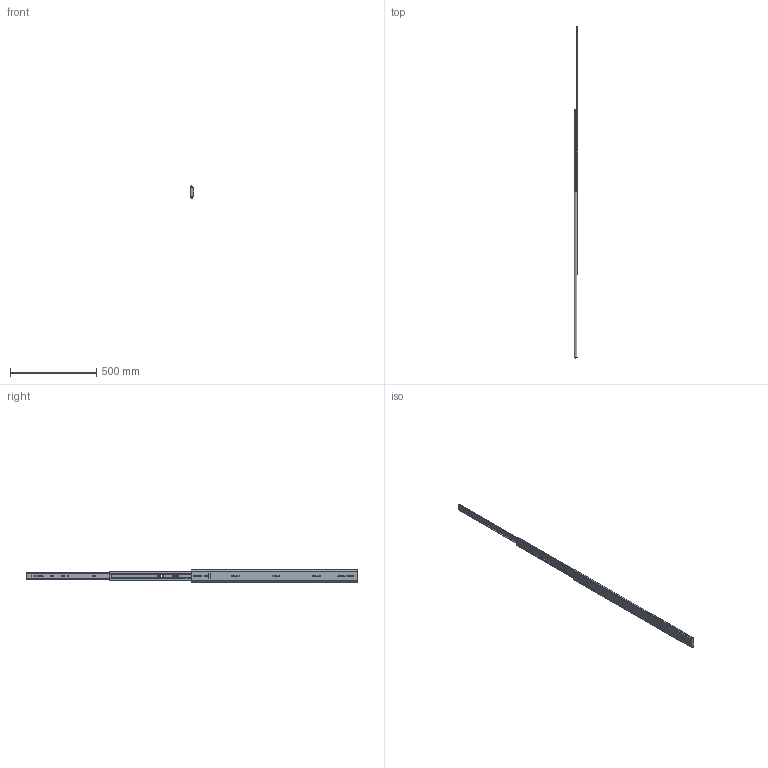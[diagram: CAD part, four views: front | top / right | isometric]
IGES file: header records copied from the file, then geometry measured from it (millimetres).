
Start section: ------------------------------------------------------------------------
Global section: file name: PC007.70692.TM_377_38_16213.igs; native system: spGate; preprocessor: ver19.8.4 (****-****-****-****); author: Unknown; organization: Unknown; date: 250520.172828; units: millimetre
Bounding box: 20.5 x 1924.3 x 69.77 mm (x, y, z)
Volume: 514208.5 mm3; surface area: 427762.3 mm2
Topology: 4 solids, 4 shells, 435 faces, 1287 edges, 848 vertices
Faces by surface type: bspline 435
